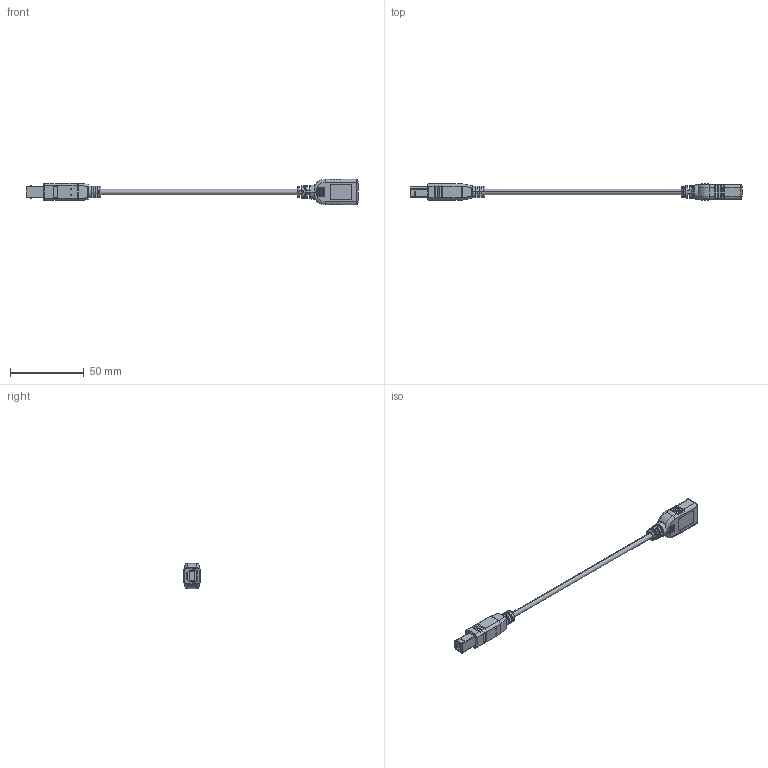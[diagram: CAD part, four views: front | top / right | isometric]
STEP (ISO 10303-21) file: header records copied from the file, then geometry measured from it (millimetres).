
FILE_DESCRIPTION (( 'STEP AP203' ), '1' );
FILE_NAME ('10-00648_revA2.STEP', '2018-11-02T21:56:36', ( '' ), ( '' ), 'SwSTEP 2.0', 'SolidWorks 2015', '' );
FILE_SCHEMA (( 'CONFIG_CONTROL_DESIGN' ));
Length unit declared in the file: millimetre
Products named in the file (10): 50-00427; 50-00427 insulator; 50-00424; 10-00648_revA2; 30-00088_blunt cut; 24-00058_connector cutout; 50-00424 insulator; 50-00424 shell; 24-00021; 50-00427 shell
Assembly tree (9 placements, depth 3):
  10-00648_revA2
    30-00088_blunt cut
    24-00058_connector cutout
    24-00021
    50-00424
      50-00424 insulator
      50-00424 shell
    50-00427
      50-00427 insulator
      50-00427 shell
Bounding box: 224.56 x 11 x 17.1 mm (x, y, z)
Volume: 10585.5 mm3; surface area: 20290.8 mm2
Topology: 58 solids, 58 shells, 1346 faces, 3243 edges, 2049 vertices
Faces by surface type: plane 553, cylinder 447, bspline 221, torus 110, cone 15
Entity records: 45962 total; most frequent: CARTESIAN_POINT 15029, ORIENTED_EDGE 6486, DIRECTION 5767, EDGE_CURVE 3243, AXIS2_PLACEMENT_3D 2090, VERTEX_POINT 2049, VECTOR 1587, LINE 1587
